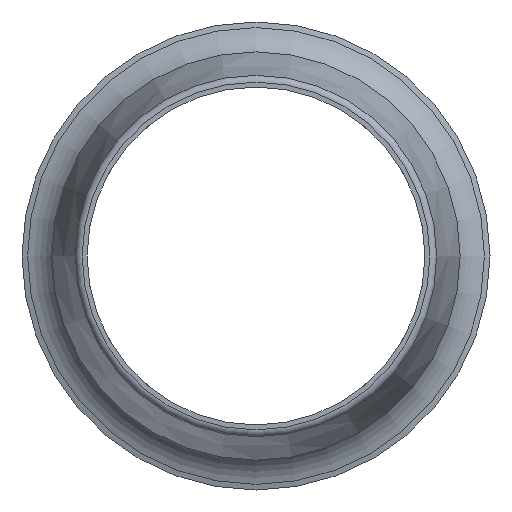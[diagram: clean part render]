
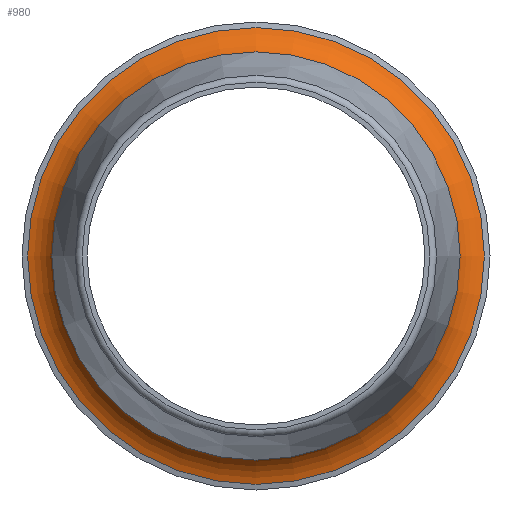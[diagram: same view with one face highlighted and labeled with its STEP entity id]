
A CAD part, left-side view. The second image highlights one B-rep face of the part: STEP entity #980.
In plain terms, the highlighted toroidal (fillet/blend) face has major radius 17 mm and minor radius 3 mm.
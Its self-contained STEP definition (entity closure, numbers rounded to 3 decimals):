
#154=FACE_OUTER_BOUND('',#208,.T.);
#208=EDGE_LOOP('',(#651,#652,#653,#654,#655,#656,#657,#658));
#283=CIRCLE('',#1064,16.224);
#284=CIRCLE('',#1065,3.);
#285=CIRCLE('',#1066,14.);
#286=CIRCLE('',#1067,14.);
#287=CIRCLE('',#1068,14.);
#288=CIRCLE('',#1069,16.224);
#289=CIRCLE('',#1070,16.224);
#391=VERTEX_POINT('',#1598);
#392=VERTEX_POINT('',#1599);
#393=VERTEX_POINT('',#1601);
#394=VERTEX_POINT('',#1603);
#395=VERTEX_POINT('',#1605);
#396=VERTEX_POINT('',#1608);
#500=EDGE_CURVE('',#391,#392,#283,.T.);
#501=EDGE_CURVE('',#392,#393,#284,.T.);
#502=EDGE_CURVE('',#393,#394,#285,.T.);
#503=EDGE_CURVE('',#394,#395,#286,.T.);
#504=EDGE_CURVE('',#395,#393,#287,.T.);
#505=EDGE_CURVE('',#392,#396,#288,.T.);
#506=EDGE_CURVE('',#396,#391,#289,.T.);
#651=ORIENTED_EDGE('',*,*,#500,.T.);
#652=ORIENTED_EDGE('',*,*,#501,.T.);
#653=ORIENTED_EDGE('',*,*,#502,.T.);
#654=ORIENTED_EDGE('',*,*,#503,.T.);
#655=ORIENTED_EDGE('',*,*,#504,.T.);
#656=ORIENTED_EDGE('',*,*,#501,.F.);
#657=ORIENTED_EDGE('',*,*,#505,.T.);
#658=ORIENTED_EDGE('',*,*,#506,.T.);
#922=TOROIDAL_SURFACE('',#1063,17.,3.);
#980=ADVANCED_FACE('',(#154),#922,.F.);
#1063=AXIS2_PLACEMENT_3D('',#1597,#1241,#1242);
#1064=AXIS2_PLACEMENT_3D('',#1600,#1243,#1244);
#1065=AXIS2_PLACEMENT_3D('',#1602,#1245,#1246);
#1066=AXIS2_PLACEMENT_3D('',#1604,#1247,#1248);
#1067=AXIS2_PLACEMENT_3D('',#1606,#1249,#1250);
#1068=AXIS2_PLACEMENT_3D('',#1607,#1251,#1252);
#1069=AXIS2_PLACEMENT_3D('',#1609,#1253,#1254);
#1070=AXIS2_PLACEMENT_3D('',#1610,#1255,#1256);
#1241=DIRECTION('center_axis',(-1.,0.,0.));
#1242=DIRECTION('ref_axis',(0.,0.,1.));
#1243=DIRECTION('center_axis',(-1.,0.,0.));
#1244=DIRECTION('ref_axis',(0.,-1.,0.));
#1245=DIRECTION('center_axis',(0.,-1.,0.));
#1246=DIRECTION('ref_axis',(0.,0.,-1.));
#1247=DIRECTION('center_axis',(1.,0.,0.));
#1248=DIRECTION('ref_axis',(0.,-1.,0.));
#1249=DIRECTION('center_axis',(1.,0.,0.));
#1250=DIRECTION('ref_axis',(0.,-1.,0.));
#1251=DIRECTION('center_axis',(1.,0.,0.));
#1252=DIRECTION('ref_axis',(0.,-1.,0.));
#1253=DIRECTION('center_axis',(-1.,0.,0.));
#1254=DIRECTION('ref_axis',(0.,-1.,0.));
#1255=DIRECTION('center_axis',(-1.,0.,0.));
#1256=DIRECTION('ref_axis',(0.,-1.,0.));
#1597=CARTESIAN_POINT('Origin',(61.898,0.,0.));
#1598=CARTESIAN_POINT('',(64.796,16.224,0.));
#1599=CARTESIAN_POINT('',(64.796,0.,-16.224));
#1600=CARTESIAN_POINT('Origin',(64.796,0.,0.));
#1601=CARTESIAN_POINT('',(61.898,0.,-14.));
#1602=CARTESIAN_POINT('Origin',(61.898,0.,-17.));
#1603=CARTESIAN_POINT('',(61.898,14.,0.));
#1604=CARTESIAN_POINT('Origin',(61.898,0.,0.));
#1605=CARTESIAN_POINT('',(61.898,-14.,0.));
#1606=CARTESIAN_POINT('Origin',(61.898,0.,0.));
#1607=CARTESIAN_POINT('Origin',(61.898,0.,0.));
#1608=CARTESIAN_POINT('',(64.796,-16.224,0.));
#1609=CARTESIAN_POINT('Origin',(64.796,0.,0.));
#1610=CARTESIAN_POINT('Origin',(64.796,0.,0.));
